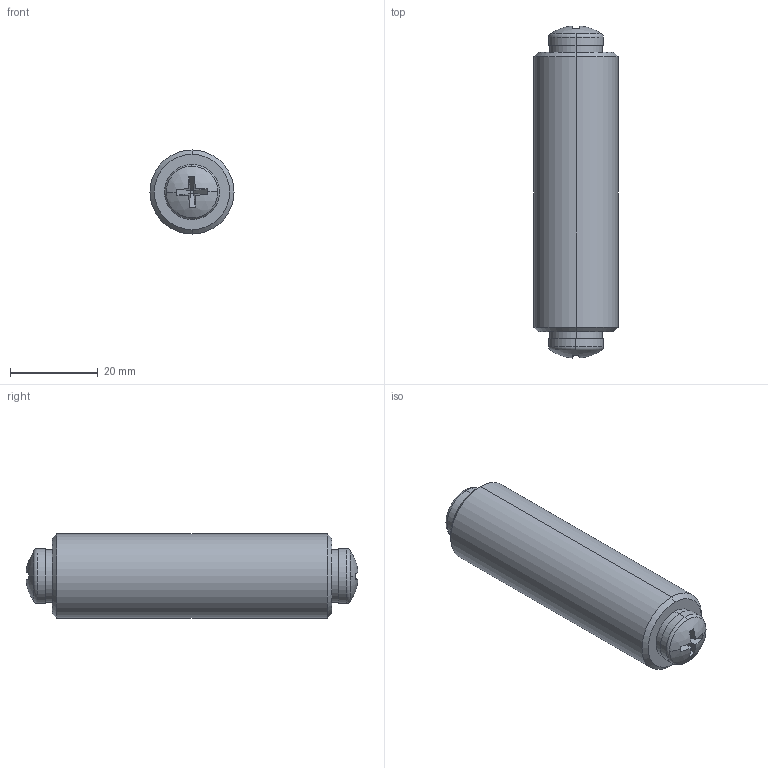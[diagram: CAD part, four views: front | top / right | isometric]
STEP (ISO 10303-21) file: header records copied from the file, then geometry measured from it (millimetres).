
FILE_DESCRIPTION (( 'STEP AP214' ), '1' );
FILE_NAME ('273-CSO-64-20.STEP', '2015-06-29T13:55:12', ( 'allectra' ), ( 'Microsoft' ), 'SwSTEP 2.0', 'SolidWorks 2014', '' );
FILE_SCHEMA (( 'AUTOMOTIVE_DESIGN' ));
Length unit declared in the file: millimetre
Products named in the file (5): Scheibe DIN 125_Washer DIN 125 - A 6.4; Scheibe DIN 125_Washer DIN 125 - A 5.3; CR-PHMS 0.25-20x0.75x0.75-N_CR-PHMS 0.25-20x0.75x0.75-N; 9273-CSO-X-X_9273-CSO-64-20; 273-CSO-64-20
Assembly tree (6 placements, depth 2):
  273-CSO-64-20
    9273-CSO-X-X_9273-CSO-64-20
    CR-PHMS 0.25-20x0.75x0.75-N_CR-PHMS 0.25-20x0.75x0.75-N  x2
    Scheibe DIN 125_Washer DIN 125 - A 5.3
    Scheibe DIN 125_Washer DIN 125 - A 6.4  x2
Bounding box: 19.1 x 75.48 x 19.1 mm (x, y, z)
Volume: 19414.5 mm3; surface area: 7323.7 mm2
Topology: 6 solids, 6 shells, 80 faces, 170 edges, 102 vertices
Faces by surface type: plane 38, cylinder 26, cone 8, torus 4, sphere 4
Entity records: 1618 total; most frequent: DIRECTION 286, CARTESIAN_POINT 228, ORIENTED_EDGE 208, AXIS2_PLACEMENT_3D 122, EDGE_CURVE 104, VERTEX_POINT 64, CIRCLE 62, EDGE_LOOP 58
